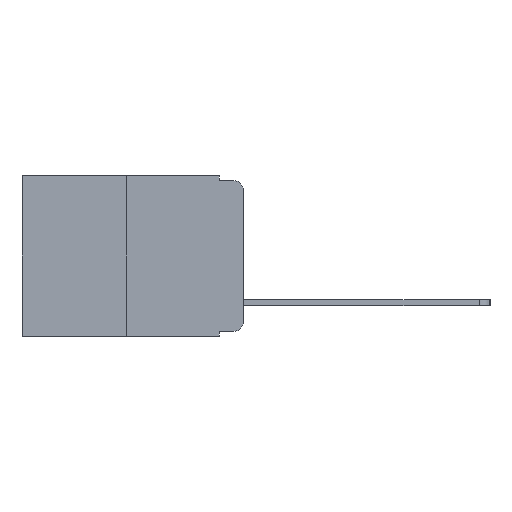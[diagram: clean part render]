
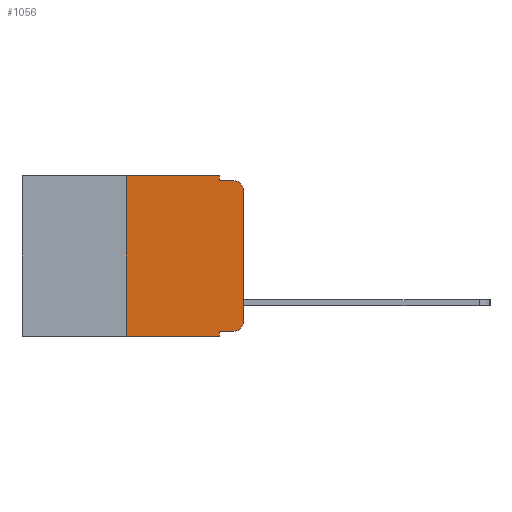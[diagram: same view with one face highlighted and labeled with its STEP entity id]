
A CAD part, left-side view. The second image highlights one B-rep face of the part: STEP entity #1056.
In plain terms, the highlighted planar face has unit normal (-1, 0, 0).
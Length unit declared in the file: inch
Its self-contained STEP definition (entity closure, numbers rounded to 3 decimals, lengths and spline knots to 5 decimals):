
#420 = DIRECTION ( 'NONE',  ( 0., -1., 0. ) ) ;
#440 = CARTESIAN_POINT ( 'NONE',  ( 0., 0.02, -0.333 ) ) ;
#643 = LINE ( 'NONE', #8882, #14023 ) ;
#856 = ORIENTED_EDGE ( 'NONE', *, *, #14661, .T. ) ;
#1028 = VERTEX_POINT ( 'NONE', #10537 ) ;
#1056 = ADVANCED_FACE ( 'NONE', ( #16770 ), #16564, .F. ) ;
#1064 = LINE ( 'NONE', #11528, #7447 ) ;
#1413 = CARTESIAN_POINT ( 'NONE',  ( 0., 0.051, -0.01 ) ) ;
#1894 = ORIENTED_EDGE ( 'NONE', *, *, #16929, .T. ) ;
#2131 = VERTEX_POINT ( 'NONE', #14326 ) ;
#2238 = VERTEX_POINT ( 'NONE', #1413 ) ;
#2259 = LINE ( 'NONE', #3081, #12166 ) ;
#2379 = CARTESIAN_POINT ( 'NONE',  ( 0., 0.051, 0. ) ) ;
#2526 = VECTOR ( 'NONE', #15678, 39.37008 ) ;
#3013 = CARTESIAN_POINT ( 'NONE',  ( 0., 0., -0.03 ) ) ;
#3081 = CARTESIAN_POINT ( 'NONE',  ( 0., 0.051, -0.01 ) ) ;
#3175 = ORIENTED_EDGE ( 'NONE', *, *, #13101, .T. ) ;
#3599 = DIRECTION ( 'NONE',  ( -1., 0., 0. ) ) ;
#4402 = DIRECTION ( 'NONE',  ( 1., 0., 0. ) ) ;
#4819 = DIRECTION ( 'NONE',  ( 0., 0., 1. ) ) ;
#5015 = CIRCLE ( 'NONE', #5602, 0.02 ) ;
#5152 = DIRECTION ( 'NONE',  ( 0., -1., 0. ) ) ;
#5341 = VERTEX_POINT ( 'NONE', #7324 ) ;
#5602 = AXIS2_PLACEMENT_3D ( 'NONE', #11678, #3599, #12966 ) ;
#6081 = EDGE_CURVE ( 'NONE', #6497, #13929, #1064, .T. ) ;
#6108 = EDGE_CURVE ( 'NONE', #8028, #1028, #643, .T. ) ;
#6383 = CIRCLE ( 'NONE', #7590, 0.02 ) ;
#6497 = VERTEX_POINT ( 'NONE', #13843 ) ;
#6613 = CARTESIAN_POINT ( 'NONE',  ( 0., 0.051, 0. ) ) ;
#7223 = ORIENTED_EDGE ( 'NONE', *, *, #7317, .F. ) ;
#7317 = EDGE_CURVE ( 'NONE', #15333, #2131, #13227, .T. ) ;
#7324 = CARTESIAN_POINT ( 'NONE',  ( 0., 0.25, -0.343 ) ) ;
#7447 = VECTOR ( 'NONE', #4819, 39.37008 ) ;
#7518 = DIRECTION ( 'NONE',  ( -1., 0., 0. ) ) ;
#7590 = AXIS2_PLACEMENT_3D ( 'NONE', #15335, #7518, #16633 ) ;
#7645 = ORIENTED_EDGE ( 'NONE', *, *, #16378, .T. ) ;
#7834 = CARTESIAN_POINT ( 'NONE',  ( 0., 0.02, -0.01 ) ) ;
#7879 = DIRECTION ( 'NONE',  ( 0., 0., -1. ) ) ;
#7948 = VERTEX_POINT ( 'NONE', #7834 ) ;
#7983 = LINE ( 'NONE', #9177, #11135 ) ;
#8028 = VERTEX_POINT ( 'NONE', #10791 ) ;
#8732 = VECTOR ( 'NONE', #5152, 39.37008 ) ;
#8882 = CARTESIAN_POINT ( 'NONE',  ( 0., 0.473, 0. ) ) ;
#9117 = EDGE_CURVE ( 'NONE', #5341, #8028, #13770, .T. ) ;
#9171 = LINE ( 'NONE', #6613, #15668 ) ;
#9177 = CARTESIAN_POINT ( 'NONE',  ( 0., 0.051, -0.333 ) ) ;
#9271 = DIRECTION ( 'NONE',  ( 0., 0., 1. ) ) ;
#9416 = VERTEX_POINT ( 'NONE', #440 ) ;
#10247 = DIRECTION ( 'NONE',  ( 0., -1., 0. ) ) ;
#10537 = CARTESIAN_POINT ( 'NONE',  ( 0., 0.051, 0. ) ) ;
#10791 = CARTESIAN_POINT ( 'NONE',  ( 0., 0.25, 0. ) ) ;
#11135 = VECTOR ( 'NONE', #16936, 39.37008 ) ;
#11528 = CARTESIAN_POINT ( 'NONE',  ( 0., 0., 0. ) ) ;
#11678 = CARTESIAN_POINT ( 'NONE',  ( 0., 0.02, -0.03 ) ) ;
#11802 = EDGE_CURVE ( 'NONE', #1028, #2238, #9171, .T. ) ;
#11984 = CARTESIAN_POINT ( 'NONE',  ( 0., 0.473, 0. ) ) ;
#12166 = VECTOR ( 'NONE', #420, 39.37008 ) ;
#12630 = ORIENTED_EDGE ( 'NONE', *, *, #16051, .F. ) ;
#12706 = EDGE_LOOP ( 'NONE', ( #15615, #1894, #12630, #13036, #16406, #16817, #3175, #7223, #7645, #856 ) ) ;
#12966 = DIRECTION ( 'NONE',  ( 0., 0., -1. ) ) ;
#12990 = VECTOR ( 'NONE', #9271, 39.37008 ) ;
#13036 = ORIENTED_EDGE ( 'NONE', *, *, #11802, .F. ) ;
#13101 = EDGE_CURVE ( 'NONE', #5341, #2131, #14462, .T. ) ;
#13127 = CARTESIAN_POINT ( 'NONE',  ( 0., 0.473, -0.343 ) ) ;
#13227 = LINE ( 'NONE', #2379, #2526 ) ;
#13231 = CARTESIAN_POINT ( 'NONE',  ( 0., 0.051, -0.333 ) ) ;
#13710 = DIRECTION ( 'NONE',  ( 0., 0., -1. ) ) ;
#13770 = LINE ( 'NONE', #15732, #12990 ) ;
#13843 = CARTESIAN_POINT ( 'NONE',  ( 0., 0., -0.313 ) ) ;
#13929 = VERTEX_POINT ( 'NONE', #3013 ) ;
#14023 = VECTOR ( 'NONE', #10247, 39.37008 ) ;
#14326 = CARTESIAN_POINT ( 'NONE',  ( 0., 0.051, -0.343 ) ) ;
#14462 = LINE ( 'NONE', #13127, #8732 ) ;
#14502 = AXIS2_PLACEMENT_3D ( 'NONE', #11984, #4402, #13710 ) ;
#14661 = EDGE_CURVE ( 'NONE', #9416, #6497, #6383, .T. ) ;
#15333 = VERTEX_POINT ( 'NONE', #13231 ) ;
#15335 = CARTESIAN_POINT ( 'NONE',  ( 0., 0.02, -0.313 ) ) ;
#15615 = ORIENTED_EDGE ( 'NONE', *, *, #6081, .T. ) ;
#15668 = VECTOR ( 'NONE', #7879, 39.37008 ) ;
#15678 = DIRECTION ( 'NONE',  ( 0., 0., -1. ) ) ;
#15732 = CARTESIAN_POINT ( 'NONE',  ( 0., 0.25, 0. ) ) ;
#16051 = EDGE_CURVE ( 'NONE', #2238, #7948, #2259, .T. ) ;
#16378 = EDGE_CURVE ( 'NONE', #15333, #9416, #7983, .T. ) ;
#16406 = ORIENTED_EDGE ( 'NONE', *, *, #6108, .F. ) ;
#16564 = PLANE ( 'NONE',  #14502 ) ;
#16633 = DIRECTION ( 'NONE',  ( 0., 0., -1. ) ) ;
#16770 = FACE_OUTER_BOUND ( 'NONE', #12706, .T. ) ;
#16817 = ORIENTED_EDGE ( 'NONE', *, *, #9117, .F. ) ;
#16929 = EDGE_CURVE ( 'NONE', #13929, #7948, #5015, .T. ) ;
#16936 = DIRECTION ( 'NONE',  ( 0., -1., 0. ) ) ;
